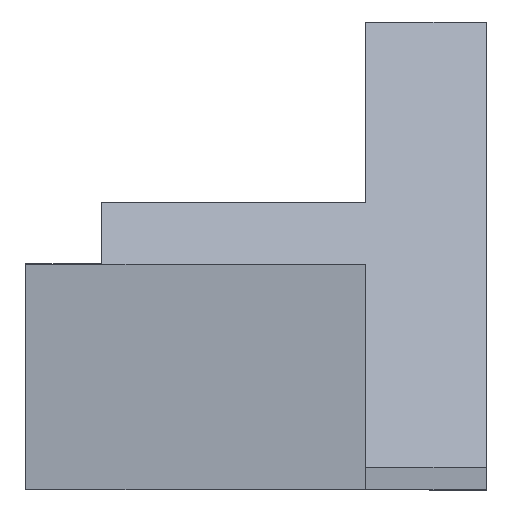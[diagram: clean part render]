
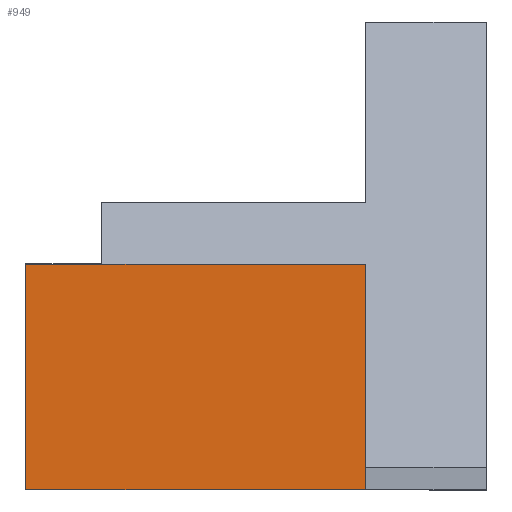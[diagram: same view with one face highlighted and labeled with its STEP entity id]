
A CAD part, left-side view. The second image highlights one B-rep face of the part: STEP entity #949.
In plain terms, the highlighted planar face has unit normal (-1, 0, 0).
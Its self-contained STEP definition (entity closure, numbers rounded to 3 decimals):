
#6 = DIRECTION ( 'NONE',  ( 0., 1., 0. ) ) ;
#67 = CARTESIAN_POINT ( 'NONE',  ( -38.3, 6.281, -11.9 ) ) ;
#74 = EDGE_LOOP ( 'NONE', ( #690, #188, #720, #1010 ) ) ;
#111 = VECTOR ( 'NONE', #1475, 1000. ) ;
#138 = LINE ( 'NONE', #747, #111 ) ;
#188 = ORIENTED_EDGE ( 'NONE', *, *, #1522, .T. ) ;
#307 = CARTESIAN_POINT ( 'NONE',  ( -38.3, -112.112, -11.9 ) ) ;
#327 = VERTEX_POINT ( 'NONE', #67 ) ;
#370 = VECTOR ( 'NONE', #396, 1000. ) ;
#396 = DIRECTION ( 'NONE',  ( 0., 0., 1. ) ) ;
#423 = VERTEX_POINT ( 'NONE', #544 ) ;
#544 = CARTESIAN_POINT ( 'NONE',  ( -38.3, -21.9, -11.9 ) ) ;
#623 = AXIS2_PLACEMENT_3D ( 'NONE', #307, #913, #1805 ) ;
#690 = ORIENTED_EDGE ( 'NONE', *, *, #1796, .T. ) ;
#720 = ORIENTED_EDGE ( 'NONE', *, *, #903, .F. ) ;
#747 = CARTESIAN_POINT ( 'NONE',  ( -38.3, -21.9, 6.922 ) ) ;
#842 = LINE ( 'NONE', #1151, #370 ) ;
#847 = VECTOR ( 'NONE', #1219, 1000. ) ;
#890 = VERTEX_POINT ( 'NONE', #1018 ) ;
#903 = EDGE_CURVE ( 'NONE', #327, #1280, #842, .T. ) ;
#910 = LINE ( 'NONE', #1803, #1571 ) ;
#913 = DIRECTION ( 'NONE',  ( -1., 0., 0. ) ) ;
#928 = EDGE_CURVE ( 'NONE', #423, #327, #1062, .T. ) ;
#949 = ADVANCED_FACE ( 'NONE', ( #1230 ), #1687, .T. ) ;
#1010 = ORIENTED_EDGE ( 'NONE', *, *, #928, .F. ) ;
#1018 = CARTESIAN_POINT ( 'NONE',  ( -38.3, -21.9, 6.833 ) ) ;
#1062 = LINE ( 'NONE', #1669, #847 ) ;
#1151 = CARTESIAN_POINT ( 'NONE',  ( -38.3, 6.281, -11.9 ) ) ;
#1219 = DIRECTION ( 'NONE',  ( 0., 1., 0. ) ) ;
#1230 = FACE_OUTER_BOUND ( 'NONE', #74, .T. ) ;
#1280 = VERTEX_POINT ( 'NONE', #1479 ) ;
#1475 = DIRECTION ( 'NONE',  ( 0., 0., 1. ) ) ;
#1479 = CARTESIAN_POINT ( 'NONE',  ( -38.3, 6.281, 6.833 ) ) ;
#1522 = EDGE_CURVE ( 'NONE', #890, #1280, #910, .T. ) ;
#1571 = VECTOR ( 'NONE', #6, 1000. ) ;
#1669 = CARTESIAN_POINT ( 'NONE',  ( -38.3, -112.112, -11.9 ) ) ;
#1687 = PLANE ( 'NONE',  #623 ) ;
#1796 = EDGE_CURVE ( 'NONE', #423, #890, #138, .T. ) ;
#1803 = CARTESIAN_POINT ( 'NONE',  ( -38.3, -22.635, 6.833 ) ) ;
#1805 = DIRECTION ( 'NONE',  ( 0., 0., 1. ) ) ;
